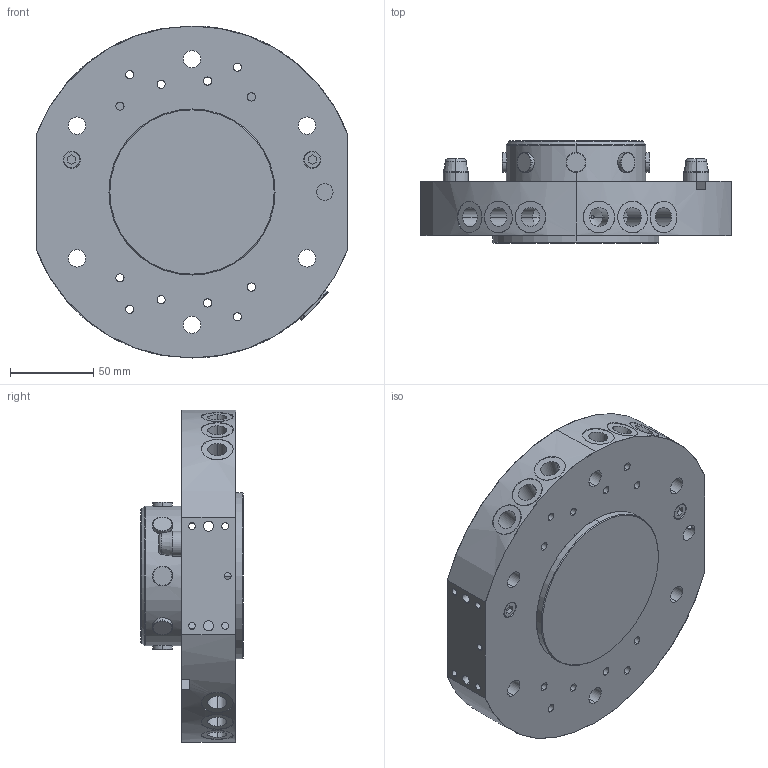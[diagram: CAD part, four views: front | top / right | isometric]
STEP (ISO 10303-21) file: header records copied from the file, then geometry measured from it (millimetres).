
FILE_DESCRIPTION(('HOOPS Exchange Step'),'2;1');
FILE_NAME('export-9DA7290A-719D-4FD1-BCDA-C98EB059A12F.stp','2021-07-19T18:54:24+02:00',('Engineering'),('Alibre'),'HOOPS Exchange 2020.1','Alibre','Unknown authorisation');
FILE_SCHEMA( ('AP242_MANAGED_MODEL_BASED_3D_ENGINEERING_MIM_LF {1 0 10303 442 1 1 4 }') );
Length unit declared in the file: millimetre
Products named in the file (3): 5651-1 Robotic Toolchanger, Robot side,Ø200mm, WWR160F-B Base; 5651-2 Robotic Toolchanger, Robot side,Ø200mm, WWR160F-B Sensor Cover; 5651 Robotic Toolchanger, Robot side,Ø200mm, WWR160F-B
Assembly tree (2 placements, depth 2):
  5651 Robotic Toolchanger, Robot side,Ø200mm, WWR160F-B
    5651-1 Robotic Toolchanger, Robot side,Ø200mm, WWR160F-B Base
    5651-2 Robotic Toolchanger, Robot side,Ø200mm, WWR160F-B Sensor Cover
Bounding box: 186.97 x 61.5 x 200 mm (x, y, z)
Volume: 1338 mm3; surface area: 122946.2 mm2
Topology: 1 solids, 236 shells, 442 faces, 1491 edges, 1149 vertices
Faces by surface type: cylinder 242, plane 114, cone 50, torus 36
Entity records: 24960 total; most frequent: CARTESIAN_POINT 10880, DIRECTION 2998, ORIENTED_EDGE 1923, EDGE_CURVE 1487, AXIS2_PLACEMENT_3D 1222, VERTEX_POINT 1149, CIRCLE 772, EDGE_LOOP 571
